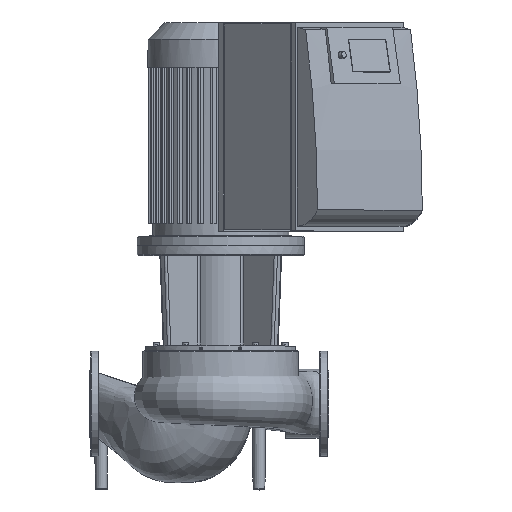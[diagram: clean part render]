
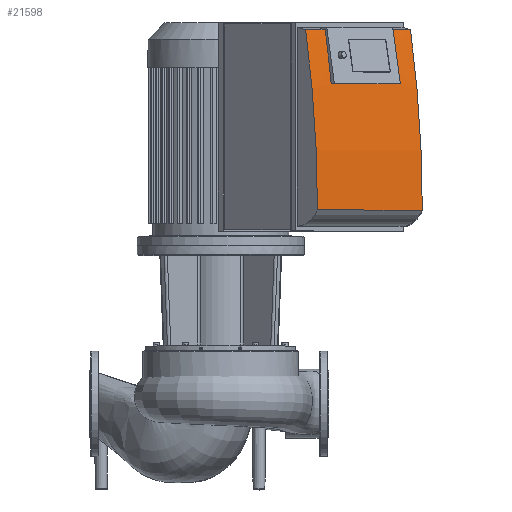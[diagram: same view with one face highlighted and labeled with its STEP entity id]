
A CAD part, top view. The second image highlights one B-rep face of the part: STEP entity #21598.
In plain terms, the highlighted cylindrical face has radius 2048.51 mm (diameter 4097.02 mm), a partial arc.
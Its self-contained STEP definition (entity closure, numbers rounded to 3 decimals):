
#875=CYLINDRICAL_SURFACE($,#23765,2048.512);
#2123=FACE_OUTER_BOUND($,#3622,.T.);
#3622=EDGE_LOOP($,(#19368,#19369,#19370,#19371,#19372,#19373,#19374,#19375));
#5459=LINE($,#79688,#7329);
#5471=LINE($,#79716,#7341);
#5476=LINE($,#79725,#7346);
#5478=LINE($,#79735,#7348);
#7329=VECTOR($,#29793,195.);
#7341=VECTOR($,#29819,57.5);
#7346=VECTOR($,#29826,57.5);
#7348=VECTOR($,#29838,310.);
#8324=CIRCLE($,#23755,2048.512);
#8325=CIRCLE($,#23759,2048.512);
#8327=CIRCLE($,#23764,2048.512);
#8328=CIRCLE($,#23766,2048.512);
#10304=VERTEX_POINT($,#79686);
#10305=VERTEX_POINT($,#79687);
#10308=VERTEX_POINT($,#79695);
#10313=VERTEX_POINT($,#79711);
#10314=VERTEX_POINT($,#79715);
#10317=VERTEX_POINT($,#79723);
#10319=VERTEX_POINT($,#79728);
#10320=VERTEX_POINT($,#79733);
#13322=EDGE_CURVE($,#10304,#10305,#5459,.T.);
#13326=EDGE_CURVE($,#10308,#10304,#8324,.T.);
#13334=EDGE_CURVE($,#10305,#10313,#8325,.T.);
#13336=EDGE_CURVE($,#10314,#10308,#5471,.T.);
#13341=EDGE_CURVE($,#10313,#10317,#5476,.T.);
#13344=EDGE_CURVE($,#10319,#10314,#8327,.T.);
#13345=EDGE_CURVE($,#10317,#10320,#8328,.T.);
#13346=EDGE_CURVE($,#10319,#10320,#5478,.T.);
#19368=ORIENTED_EDGE($,*,*,#13334,.T.);
#19369=ORIENTED_EDGE($,*,*,#13341,.T.);
#19370=ORIENTED_EDGE($,*,*,#13345,.T.);
#19371=ORIENTED_EDGE($,*,*,#13346,.F.);
#19372=ORIENTED_EDGE($,*,*,#13344,.T.);
#19373=ORIENTED_EDGE($,*,*,#13336,.T.);
#19374=ORIENTED_EDGE($,*,*,#13326,.T.);
#19375=ORIENTED_EDGE($,*,*,#13322,.T.);
#21598=ADVANCED_FACE($,(#2123),#875,.T.);
#23755=AXIS2_PLACEMENT_3D($,#79696,#29799,#29800);
#23759=AXIS2_PLACEMENT_3D($,#79712,#29814,#29815);
#23764=AXIS2_PLACEMENT_3D($,#79731,#29832,#29833);
#23765=AXIS2_PLACEMENT_3D($,#79732,#29834,#29835);
#23766=AXIS2_PLACEMENT_3D($,#79734,#29836,#29837);
#29793=DIRECTION($,(-0.707,0.,0.707));
#29799=DIRECTION('center_axis',(0.707,0.,-0.707));
#29800=DIRECTION('ref_axis',(0.707,0.,0.707));
#29814=DIRECTION('center_axis',(-0.707,0.,0.707));
#29815=DIRECTION('ref_axis',(0.707,0.,0.707));
#29819=DIRECTION($,(-0.707,0.,0.707));
#29826=DIRECTION($,(-0.707,0.,0.707));
#29832=DIRECTION('center_axis',(-0.707,0.,0.707));
#29833=DIRECTION('ref_axis',(0.707,0.,0.707));
#29834=DIRECTION('center_axis',(-0.707,0.,0.707));
#29835=DIRECTION('ref_axis',(0.707,0.,0.707));
#29836=DIRECTION('center_axis',(0.707,0.,-0.707));
#29837=DIRECTION('ref_axis',(0.707,0.,0.707));
#29838=DIRECTION($,(-0.707,0.,0.707));
#79686=CARTESIAN_POINT('',(642.681,668.128,450.795));
#79687=CARTESIAN_POINT('',(504.795,668.128,588.681));
#79688=CARTESIAN_POINT($,(573.738,668.128,519.738));
#79695=CARTESIAN_POINT('',(630.028,781.,438.142));
#79696=CARTESIAN_POINT('Origin',(-793.74,403.944,-985.626));
#79711=CARTESIAN_POINT('',(492.142,781.,576.028));
#79712=CARTESIAN_POINT('Origin',(-931.626,403.944,-847.74));
#79715=CARTESIAN_POINT('',(670.687,781.,397.484));
#79716=CARTESIAN_POINT($,(561.085,781.,507.085));
#79723=CARTESIAN_POINT('',(451.484,781.,616.687));
#79725=CARTESIAN_POINT($,(561.085,781.,507.085));
#79728=CARTESIAN_POINT('',(695.436,403.944,422.233));
#79731=CARTESIAN_POINT('Origin',(-753.081,403.944,-1026.284));
#79732=CARTESIAN_POINT('Origin',(-862.683,403.944,-916.683));
#79733=CARTESIAN_POINT('',(476.233,403.944,641.436));
#79734=CARTESIAN_POINT('Origin',(-972.284,403.944,-807.081));
#79735=CARTESIAN_POINT($,(585.834,403.944,531.834));
